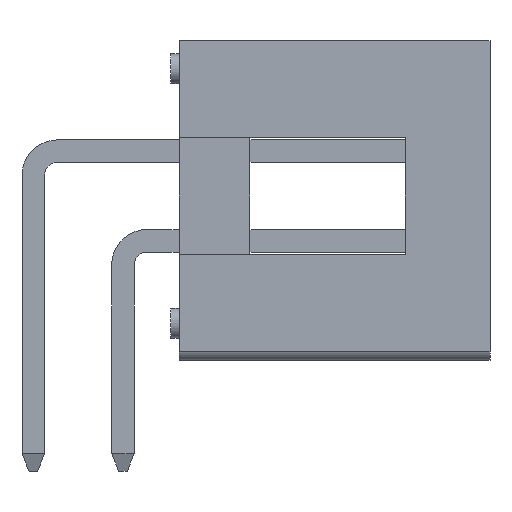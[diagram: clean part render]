
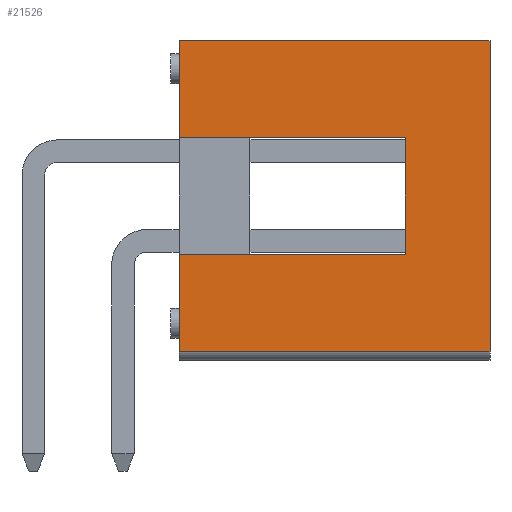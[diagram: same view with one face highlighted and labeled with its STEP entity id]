
A CAD part, front view. The second image highlights one B-rep face of the part: STEP entity #21526.
In plain terms, the highlighted face is planar.
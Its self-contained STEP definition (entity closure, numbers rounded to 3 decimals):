
#455=LINE('',#28453,#2450);
#470=LINE('',#28480,#2465);
#472=LINE('',#28484,#2467);
#476=LINE('',#28497,#2471);
#478=LINE('',#28501,#2473);
#479=LINE('',#28503,#2474);
#480=LINE('',#28504,#2475);
#481=LINE('',#28506,#2476);
#2450=VECTOR('',#24150,1000.);
#2465=VECTOR('',#24173,1000.);
#2467=VECTOR('',#24177,1000.);
#2471=VECTOR('',#24189,1000.);
#2473=VECTOR('',#24193,1000.);
#2474=VECTOR('',#24194,1000.);
#2475=VECTOR('',#24195,1000.);
#2476=VECTOR('',#24196,1000.);
#4717=ORIENTED_EDGE('',*,*,#8857,.T.);
#4718=ORIENTED_EDGE('',*,*,#8832,.F.);
#4719=ORIENTED_EDGE('',*,*,#8849,.T.);
#4720=ORIENTED_EDGE('',*,*,#8847,.T.);
#4721=ORIENTED_EDGE('',*,*,#8858,.T.);
#4722=ORIENTED_EDGE('',*,*,#8855,.F.);
#4723=ORIENTED_EDGE('',*,*,#8859,.F.);
#4724=ORIENTED_EDGE('',*,*,#8860,.T.);
#8832=EDGE_CURVE('',#10842,#10840,#455,.T.);
#8847=EDGE_CURVE('',#10851,#10850,#470,.T.);
#8849=EDGE_CURVE('',#10842,#10851,#472,.T.);
#8855=EDGE_CURVE('',#10856,#10857,#476,.T.);
#8857=EDGE_CURVE('',#10858,#10840,#478,.T.);
#8858=EDGE_CURVE('',#10850,#10857,#479,.T.);
#8859=EDGE_CURVE('',#10859,#10856,#480,.T.);
#8860=EDGE_CURVE('',#10859,#10858,#481,.T.);
#10840=VERTEX_POINT('',#28448);
#10842=VERTEX_POINT('',#28452);
#10850=VERTEX_POINT('',#28479);
#10851=VERTEX_POINT('',#28481);
#10856=VERTEX_POINT('',#28496);
#10857=VERTEX_POINT('',#28498);
#10858=VERTEX_POINT('',#28502);
#10859=VERTEX_POINT('',#28505);
#12157=EDGE_LOOP('',(#4717,#4718,#4719,#4720,#4721,#4722,#4723,#4724));
#13166=FACE_BOUND('',#12157,.T.);
#14162=PLANE('',#22476);
#21526=ADVANCED_FACE('',(#13166),#14162,.T.);
#22476=AXIS2_PLACEMENT_3D('',#28500,#24191,#24192);
#24150=DIRECTION('',(0.,0.,-1.));
#24173=DIRECTION('',(0.,0.,-1.));
#24177=DIRECTION('',(0.,1.,0.));
#24189=DIRECTION('',(0.,0.,-1.));
#24191=DIRECTION('',(1.,0.,0.));
#24192=DIRECTION('',(0.,0.,-1.));
#24193=DIRECTION('',(0.,1.,0.));
#24194=DIRECTION('',(0.,1.,0.));
#24195=DIRECTION('',(0.,1.,0.));
#24196=DIRECTION('',(0.,0.,-1.));
#28448=CARTESIAN_POINT('',(25.42,-1.65,-4.4));
#28452=CARTESIAN_POINT('',(25.42,-1.65,2.));
#28453=CARTESIAN_POINT('',(25.42,-1.65,2.));
#28479=CARTESIAN_POINT('',(25.42,1.65,-4.4));
#28480=CARTESIAN_POINT('',(25.42,1.65,2.));
#28481=CARTESIAN_POINT('',(25.42,1.65,2.));
#28484=CARTESIAN_POINT('',(25.42,-1.65,2.));
#28496=CARTESIAN_POINT('',(25.42,4.4,4.4));
#28497=CARTESIAN_POINT('',(25.42,4.4,4.4));
#28498=CARTESIAN_POINT('',(25.42,4.4,-4.4));
#28500=CARTESIAN_POINT('',(25.42,-4.4,4.4));
#28501=CARTESIAN_POINT('',(25.42,-4.4,-4.4));
#28502=CARTESIAN_POINT('',(25.42,-4.4,-4.4));
#28503=CARTESIAN_POINT('',(25.42,-4.4,-4.4));
#28504=CARTESIAN_POINT('',(25.42,-4.4,4.4));
#28505=CARTESIAN_POINT('',(25.42,-4.4,4.4));
#28506=CARTESIAN_POINT('',(25.42,-4.4,4.4));
